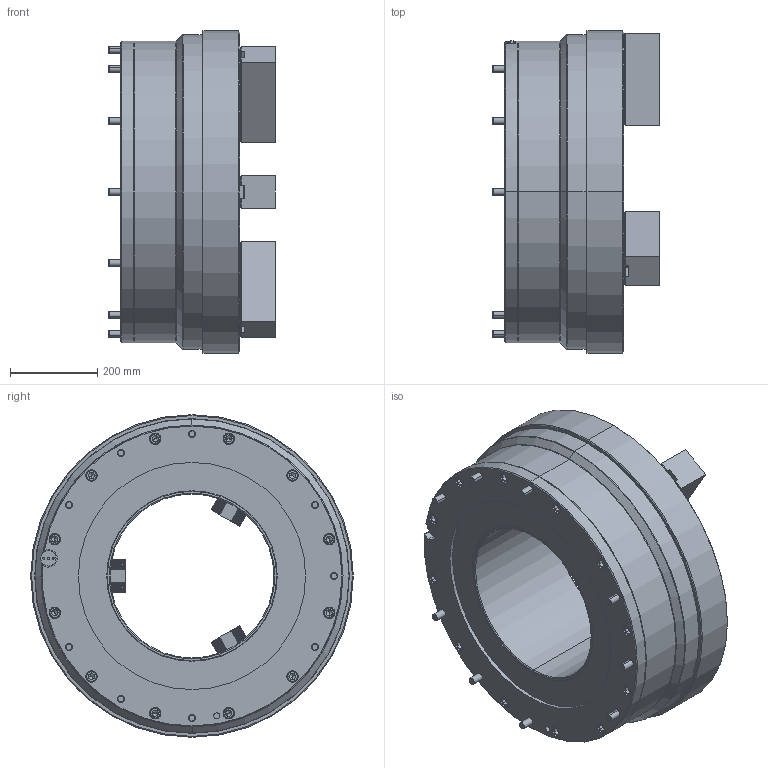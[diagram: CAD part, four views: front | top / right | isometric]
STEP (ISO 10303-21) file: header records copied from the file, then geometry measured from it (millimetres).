
FILE_DESCRIPTION (( 'STEP AP203' ), '1' );
FILE_NAME ('CF-AP-375.STEP', '2017-12-25T08:44:02', ( 'temp' ), ( '' ), 'SwSTEP 2.0', 'SolidWorks 2016', '' );
FILE_SCHEMA (( 'CONFIG_CONTROL_DESIGN' ));
Length unit declared in the file: millimetre
Products named in the file (15): 銘牌; AP-320-生爪; M4x10平頭十字孔螺絲; AP-375-15檢出環; CF-AP-375; AP-375-11氣孔塞; AP-375-17供氣螺帽; M16x200; AP-375-01; M24x55; AP-320-04T形愧; M8x16; AP-375-06法蘭蓋; M16x40; AP-375-08防塵套
Assembly tree (53 placements, depth 2):
  CF-AP-375
    AP-375-01
    AP-320-04T形愧  x3
    AP-375-06法蘭蓋
    AP-375-08防塵套
    AP-320-生爪  x3
    AP-375-15檢出環
    AP-375-11氣孔塞
    AP-375-17供氣螺帽  x2
    M16x200  x9
    M24x55  x6
    M8x16  x9
    M16x40  x12
    銘牌
    M4x10平頭十字孔螺絲  x3
Bounding box: 381.7 x 738 x 738 mm (x, y, z)
Volume: 67991579.3 mm3; surface area: 3603379.4 mm2
Topology: 53 solids, 53 shells, 3325 faces, 8816 edges, 5656 vertices
Faces by surface type: plane 2050, cylinder 923, cone 326, torus 22, sphere 4
Entity records: 40528 total; most frequent: CARTESIAN_POINT 7857, ORIENTED_EDGE 6344, DIRECTION 6147, EDGE_CURVE 3172, VERTEX_POINT 2066, VECTOR 2059, LINE 2059, AXIS2_PLACEMENT_3D 2044
